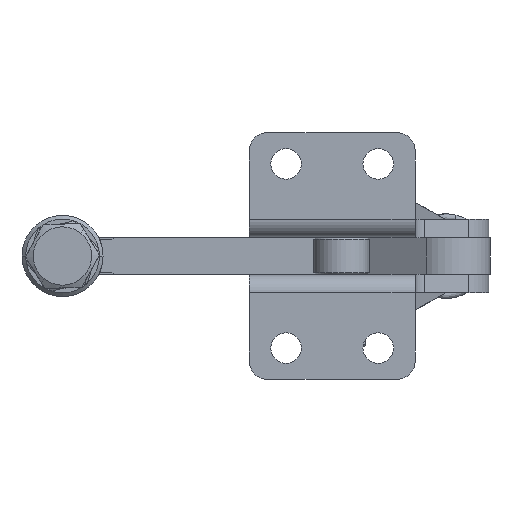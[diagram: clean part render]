
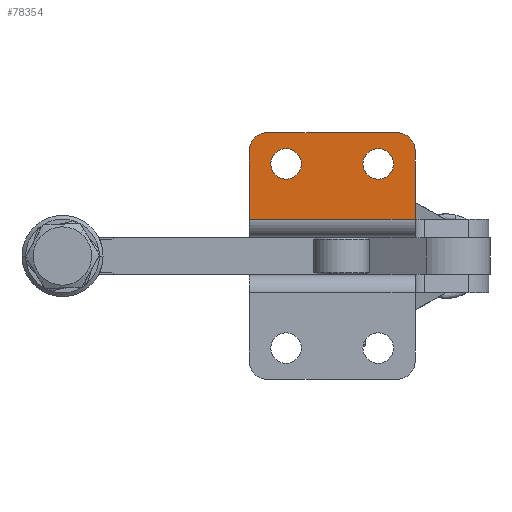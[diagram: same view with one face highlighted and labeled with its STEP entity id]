
A CAD part, front view. The second image highlights one B-rep face of the part: STEP entity #78354.
In plain terms, the highlighted planar face has unit normal (0, -1, 0).
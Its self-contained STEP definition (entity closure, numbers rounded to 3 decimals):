
#2790 = AXIS2_PLACEMENT_3D ( 'NONE', #22927, #78102, #30870 ) ;
#3302 = CARTESIAN_POINT ( 'NONE',  ( 10., -5., 20. ) ) ;
#3431 = EDGE_CURVE ( 'NONE', #74867, #34518, #78414, .T. ) ;
#3722 = LINE ( 'NONE', #92892, #19713 ) ;
#4872 = CIRCLE ( 'NONE', #99015, 5. ) ;
#6474 = EDGE_LOOP ( 'NONE', ( #17865, #57372, #69633, #38794, #89307, #86848 ) ) ;
#10798 = CIRCLE ( 'NONE', #25909, 4.15 ) ;
#11193 = DIRECTION ( 'NONE',  ( 0., 0., 1. ) ) ;
#11364 = VECTOR ( 'NONE', #70562, 1000. ) ;
#11516 = VERTEX_POINT ( 'NONE', #49262 ) ;
#11823 = ORIENTED_EDGE ( 'NONE', *, *, #30297, .T. ) ;
#13760 = EDGE_LOOP ( 'NONE', ( #51309, #93129 ) ) ;
#13841 = CARTESIAN_POINT ( 'NONE',  ( 45., -5., 5. ) ) ;
#13848 = VERTEX_POINT ( 'NONE', #84446 ) ;
#15397 = DIRECTION ( 'NONE',  ( 0., 1., 0. ) ) ;
#16765 = FACE_OUTER_BOUND ( 'NONE', #6474, .T. ) ;
#17865 = ORIENTED_EDGE ( 'NONE', *, *, #29303, .F. ) ;
#17930 = VECTOR ( 'NONE', #65280, 1000. ) ;
#19201 = FACE_BOUND ( 'NONE', #13760, .T. ) ;
#19713 = VECTOR ( 'NONE', #29864, 1000. ) ;
#22927 = CARTESIAN_POINT ( 'NONE',  ( 5., -5., 23.5 ) ) ;
#23185 = VECTOR ( 'NONE', #76974, 1000. ) ;
#25602 = EDGE_CURVE ( 'NONE', #13848, #57926, #78222, .T. ) ;
#25909 = AXIS2_PLACEMENT_3D ( 'NONE', #3302, #58445, #11193 ) ;
#26210 = CIRCLE ( 'NONE', #27262, 4.15 ) ;
#27262 = AXIS2_PLACEMENT_3D ( 'NONE', #62626, #15397, #70564 ) ;
#27929 = EDGE_CURVE ( 'NONE', #11516, #40129, #37249, .T. ) ;
#28534 = PLANE ( 'NONE',  #42527 ) ;
#29303 = EDGE_CURVE ( 'NONE', #31103, #40129, #3722, .T. ) ;
#29864 = DIRECTION ( 'NONE',  ( 0., 0., 1. ) ) ;
#30297 = EDGE_CURVE ( 'NONE', #70097, #55517, #57848, .T. ) ;
#30787 = AXIS2_PLACEMENT_3D ( 'NONE', #32199, #87339, #40138 ) ;
#30870 = DIRECTION ( 'NONE',  ( 0., 0., -1. ) ) ;
#31103 = VERTEX_POINT ( 'NONE', #50590 ) ;
#32199 = CARTESIAN_POINT ( 'NONE',  ( 35., -5., 20. ) ) ;
#34518 = VERTEX_POINT ( 'NONE', #36876 ) ;
#36876 = CARTESIAN_POINT ( 'NONE',  ( 45., -5., 23.5 ) ) ;
#37249 = CIRCLE ( 'NONE', #2790, 5. ) ;
#37736 = CARTESIAN_POINT ( 'NONE',  ( 10., -5., 24.15 ) ) ;
#37755 = FACE_BOUND ( 'NONE', #75529, .T. ) ;
#38794 = ORIENTED_EDGE ( 'NONE', *, *, #75513, .T. ) ;
#40129 = VERTEX_POINT ( 'NONE', #84594 ) ;
#40138 = DIRECTION ( 'NONE',  ( 0., 0., 1. ) ) ;
#41243 = CARTESIAN_POINT ( 'NONE',  ( 45., -5., 5. ) ) ;
#42120 = CARTESIAN_POINT ( 'NONE',  ( 40., -5., 23.5 ) ) ;
#42527 = AXIS2_PLACEMENT_3D ( 'NONE', #91574, #99431, #52313 ) ;
#43785 = EDGE_CURVE ( 'NONE', #11516, #68981, #79298, .T. ) ;
#44699 = CARTESIAN_POINT ( 'NONE',  ( 10., -5., 20. ) ) ;
#46860 = AXIS2_PLACEMENT_3D ( 'NONE', #44699, #99744, #52646 ) ;
#47075 = EDGE_CURVE ( 'NONE', #31103, #74867, #86102, .T. ) ;
#49262 = CARTESIAN_POINT ( 'NONE',  ( 5., -5., 28.5 ) ) ;
#50023 = DIRECTION ( 'NONE',  ( 0., 0., -1. ) ) ;
#50590 = CARTESIAN_POINT ( 'NONE',  ( 0., -5., 5. ) ) ;
#51309 = ORIENTED_EDGE ( 'NONE', *, *, #76878, .T. ) ;
#52313 = DIRECTION ( 'NONE',  ( 0., 0., -1. ) ) ;
#52646 = DIRECTION ( 'NONE',  ( 0., 0., 1. ) ) ;
#55517 = VERTEX_POINT ( 'NONE', #73085 ) ;
#57372 = ORIENTED_EDGE ( 'NONE', *, *, #47075, .T. ) ;
#57848 = CIRCLE ( 'NONE', #30787, 4.15 ) ;
#57926 = VERTEX_POINT ( 'NONE', #37736 ) ;
#58445 = DIRECTION ( 'NONE',  ( 0., 1., 0. ) ) ;
#62626 = CARTESIAN_POINT ( 'NONE',  ( 35., -5., 20. ) ) ;
#65280 = DIRECTION ( 'NONE',  ( 0., 0., 1. ) ) ;
#66100 = ORIENTED_EDGE ( 'NONE', *, *, #86838, .T. ) ;
#68981 = VERTEX_POINT ( 'NONE', #77005 ) ;
#69488 = CARTESIAN_POINT ( 'NONE',  ( 35., -5., 15.85 ) ) ;
#69633 = ORIENTED_EDGE ( 'NONE', *, *, #3431, .T. ) ;
#70097 = VERTEX_POINT ( 'NONE', #69488 ) ;
#70562 = DIRECTION ( 'NONE',  ( 1., 0., 0. ) ) ;
#70564 = DIRECTION ( 'NONE',  ( 0., 0., 1. ) ) ;
#73085 = CARTESIAN_POINT ( 'NONE',  ( 35., -5., 24.15 ) ) ;
#74867 = VERTEX_POINT ( 'NONE', #41243 ) ;
#75513 = EDGE_CURVE ( 'NONE', #34518, #68981, #4872, .T. ) ;
#75529 = EDGE_LOOP ( 'NONE', ( #66100, #11823 ) ) ;
#76878 = EDGE_CURVE ( 'NONE', #57926, #13848, #10798, .T. ) ;
#76974 = DIRECTION ( 'NONE',  ( 1., 0., 0. ) ) ;
#77005 = CARTESIAN_POINT ( 'NONE',  ( 40., -5., 28.5 ) ) ;
#78102 = DIRECTION ( 'NONE',  ( 0., -1., 0. ) ) ;
#78222 = CIRCLE ( 'NONE', #46860, 4.15 ) ;
#78354 = ADVANCED_FACE ( 'NONE', ( #37755, #19201, #16765 ), #28534, .T. ) ;
#78414 = LINE ( 'NONE', #85026, #17930 ) ;
#79298 = LINE ( 'NONE', #93969, #11364 ) ;
#84446 = CARTESIAN_POINT ( 'NONE',  ( 10., -5., 15.85 ) ) ;
#84594 = CARTESIAN_POINT ( 'NONE',  ( 0., -5., 23.5 ) ) ;
#85026 = CARTESIAN_POINT ( 'NONE',  ( 45., -5., 0. ) ) ;
#86102 = LINE ( 'NONE', #13841, #23185 ) ;
#86838 = EDGE_CURVE ( 'NONE', #55517, #70097, #26210, .T. ) ;
#86848 = ORIENTED_EDGE ( 'NONE', *, *, #27929, .T. ) ;
#87339 = DIRECTION ( 'NONE',  ( 0., 1., 0. ) ) ;
#89307 = ORIENTED_EDGE ( 'NONE', *, *, #43785, .F. ) ;
#91574 = CARTESIAN_POINT ( 'NONE',  ( 0., -5., 0. ) ) ;
#92892 = CARTESIAN_POINT ( 'NONE',  ( 0., -5., 0. ) ) ;
#93129 = ORIENTED_EDGE ( 'NONE', *, *, #25602, .T. ) ;
#93969 = CARTESIAN_POINT ( 'NONE',  ( 45., -5., 28.5 ) ) ;
#97149 = DIRECTION ( 'NONE',  ( 0., -1., 0. ) ) ;
#99015 = AXIS2_PLACEMENT_3D ( 'NONE', #42120, #97149, #50023 ) ;
#99431 = DIRECTION ( 'NONE',  ( 0., -1., 0. ) ) ;
#99744 = DIRECTION ( 'NONE',  ( 0., 1., 0. ) ) ;
